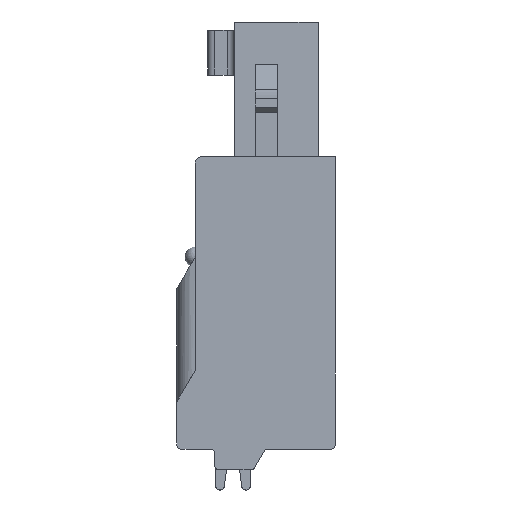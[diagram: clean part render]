
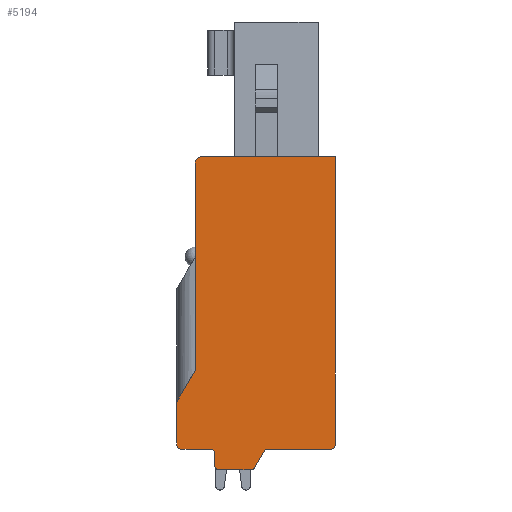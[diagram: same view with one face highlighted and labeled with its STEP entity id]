
A CAD part, front view. The second image highlights one B-rep face of the part: STEP entity #5194.
In plain terms, the highlighted planar face has unit normal (0, -1, 0).
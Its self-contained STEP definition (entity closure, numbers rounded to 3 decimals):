
#465=DIRECTION('',(0.,0.,-1.));
#466=VECTOR('',#465,10.141);
#467=CARTESIAN_POINT('',(-6.85,0.,-0.3));
#468=LINE('',#467,#466);
#527=DIRECTION('',(0.,0.,-1.));
#528=VECTOR('',#527,2.1);
#529=CARTESIAN_POINT('',(-7.75,0.,-12.));
#530=LINE('',#529,#528);
#547=DIRECTION('',(1.,0.,0.));
#548=VECTOR('',#547,1.45);
#549=CARTESIAN_POINT('',(-7.55,0.,-14.3));
#550=LINE('',#549,#548);
#555=DIRECTION('',(1.,0.,0.));
#556=VECTOR('',#555,3.107);
#557=CARTESIAN_POINT('',(-3.307,0.,-14.3));
#558=LINE('',#557,#556);
#641=DIRECTION('',(0.,0.,1.));
#642=VECTOR('',#641,14.1);
#643=CARTESIAN_POINT('',(0.,0.,-14.1));
#644=LINE('',#643,#642);
#1134=DIRECTION('',(1.,0.,0.));
#1135=VECTOR('',#1134,6.55);
#1136=CARTESIAN_POINT('',(-6.55,0.,0.));
#1137=LINE('',#1136,#1135);
#1138=CARTESIAN_POINT('',(-0.2,0.,-14.1));
#1139=DIRECTION('',(0.,1.,0.));
#1140=DIRECTION('',(1.,0.,0.));
#1141=AXIS2_PLACEMENT_3D('',#1138,#1139,#1140);
#1143=CARTESIAN_POINT('',(-3.307,0.,-14.5));
#1144=DIRECTION('',(0.,-1.,0.));
#1145=DIRECTION('',(0.,0.,1.));
#1146=AXIS2_PLACEMENT_3D('',#1143,#1144,#1145);
#1148=DIRECTION('',(-0.5,0.,-0.866));
#1149=VECTOR('',#1148,0.924);
#1150=CARTESIAN_POINT('',(-3.48,0.,-14.4));
#1151=LINE('',#1150,#1149);
#1152=CARTESIAN_POINT('',(-4.115,0.,-15.1));
#1153=DIRECTION('',(0.,1.,0.));
#1154=DIRECTION('',(0.866,0.,-0.5));
#1155=AXIS2_PLACEMENT_3D('',#1152,#1153,#1154);
#1157=CARTESIAN_POINT('',(-5.7,0.,-15.1));
#1158=DIRECTION('',(0.,1.,0.));
#1159=DIRECTION('',(0.,0.,-1.));
#1160=AXIS2_PLACEMENT_3D('',#1157,#1158,#1159);
#1162=CARTESIAN_POINT('',(-6.1,0.,-14.5));
#1163=DIRECTION('',(0.,-1.,0.));
#1164=DIRECTION('',(1.,0.,0.));
#1165=AXIS2_PLACEMENT_3D('',#1162,#1163,#1164);
#1167=CARTESIAN_POINT('',(-7.55,0.,-14.1));
#1168=DIRECTION('',(0.,1.,0.));
#1169=DIRECTION('',(0.,0.,-1.));
#1170=AXIS2_PLACEMENT_3D('',#1167,#1168,#1169);
#1172=DIRECTION('',(0.5,0.,0.866));
#1173=VECTOR('',#1172,1.8);
#1174=CARTESIAN_POINT('',(-7.75,0.,-12.));
#1175=LINE('',#1174,#1173);
#1176=CARTESIAN_POINT('',(-6.55,0.,-0.3));
#1177=DIRECTION('',(0.,1.,0.));
#1178=DIRECTION('',(-1.,0.,0.));
#1179=AXIS2_PLACEMENT_3D('',#1176,#1177,#1178);
#1229=DIRECTION('',(0.,0.,-1.));
#1230=VECTOR('',#1229,0.6);
#1231=CARTESIAN_POINT('',(-5.9,0.,-14.5));
#1232=LINE('',#1231,#1230);
#1241=DIRECTION('',(1.,0.,0.));
#1242=VECTOR('',#1241,1.585);
#1243=CARTESIAN_POINT('',(-5.7,0.,-15.3));
#1244=LINE('',#1243,#1242);
#3017=CARTESIAN_POINT('',(-6.55,0.,0.));
#3019=VERTEX_POINT('',#3017);
#3042=CARTESIAN_POINT('',(-6.85,0.,-0.3));
#3043=VERTEX_POINT('',#3042);
#3046=CARTESIAN_POINT('',(-6.85,0.,-10.441));
#3047=VERTEX_POINT('',#3046);
#3076=CARTESIAN_POINT('',(0.,0.,-14.1));
#3077=CARTESIAN_POINT('',(0.,0.,0.));
#3078=VERTEX_POINT('',#3076);
#3079=VERTEX_POINT('',#3077);
#3080=CARTESIAN_POINT('',(-0.2,0.,-14.3));
#3081=VERTEX_POINT('',#3080);
#3082=CARTESIAN_POINT('',(-3.307,0.,-14.3));
#3083=VERTEX_POINT('',#3082);
#3084=CARTESIAN_POINT('',(-3.48,0.,-14.4));
#3085=VERTEX_POINT('',#3084);
#3086=CARTESIAN_POINT('',(-3.942,0.,-15.2));
#3087=VERTEX_POINT('',#3086);
#3088=CARTESIAN_POINT('',(-4.115,0.,-15.3));
#3089=VERTEX_POINT('',#3088);
#3090=CARTESIAN_POINT('',(-5.7,0.,-15.3));
#3091=VERTEX_POINT('',#3090);
#3092=CARTESIAN_POINT('',(-5.9,0.,-15.1));
#3093=VERTEX_POINT('',#3092);
#3094=CARTESIAN_POINT('',(-5.9,0.,-14.5));
#3095=VERTEX_POINT('',#3094);
#3096=CARTESIAN_POINT('',(-6.1,0.,-14.3));
#3097=VERTEX_POINT('',#3096);
#3098=CARTESIAN_POINT('',(-7.55,0.,-14.3));
#3099=VERTEX_POINT('',#3098);
#3100=CARTESIAN_POINT('',(-7.75,0.,-14.1));
#3101=VERTEX_POINT('',#3100);
#3102=CARTESIAN_POINT('',(-7.75,0.,-12.));
#3103=VERTEX_POINT('',#3102);
#5161=CARTESIAN_POINT('',(0.,0.,0.));
#5162=DIRECTION('',(0.,1.,0.));
#5163=DIRECTION('',(1.,0.,0.));
#5164=AXIS2_PLACEMENT_3D('',#5161,#5162,#5163);
#5165=PLANE('',#5164);
#5166=ORIENTED_EDGE('',*,*,#4556,.T.);
#5167=ORIENTED_EDGE('',*,*,#4519,.F.);
#5168=ORIENTED_EDGE('',*,*,#4504,.T.);
#5169=ORIENTED_EDGE('',*,*,#4421,.F.);
#5171=ORIENTED_EDGE('',*,*,#5170,.T.);
#5173=ORIENTED_EDGE('',*,*,#5172,.T.);
#5175=ORIENTED_EDGE('',*,*,#5174,.T.);
#5177=ORIENTED_EDGE('',*,*,#5176,.F.);
#5179=ORIENTED_EDGE('',*,*,#5178,.T.);
#5181=ORIENTED_EDGE('',*,*,#5180,.F.);
#5183=ORIENTED_EDGE('',*,*,#5182,.T.);
#5184=ORIENTED_EDGE('',*,*,#4413,.F.);
#5185=ORIENTED_EDGE('',*,*,#4390,.T.);
#5186=ORIENTED_EDGE('',*,*,#4375,.F.);
#5188=ORIENTED_EDGE('',*,*,#5187,.T.);
#5189=ORIENTED_EDGE('',*,*,#4293,.F.);
#5191=ORIENTED_EDGE('',*,*,#5190,.T.);
#5192=EDGE_LOOP('',(#5166,#5167,#5168,#5169,#5171,#5173,#5175,#5177,#5179,#5181,
#5183,#5184,#5185,#5186,#5188,#5189,#5191));
#5193=FACE_OUTER_BOUND('',#5192,.F.);
#1142=CIRCLE('',#1141,0.2);
#1147=CIRCLE('',#1146,0.2);
#1156=CIRCLE('',#1155,0.2);
#1161=CIRCLE('',#1160,0.2);
#1166=CIRCLE('',#1165,0.2);
#1171=CIRCLE('',#1170,0.2);
#1180=CIRCLE('',#1179,0.3);
#4293=EDGE_CURVE('',#3043,#3047,#468,.T.);
#4375=EDGE_CURVE('',#3103,#3101,#530,.T.);
#4390=EDGE_CURVE('',#3099,#3101,#1171,.T.);
#4413=EDGE_CURVE('',#3099,#3097,#550,.T.);
#4421=EDGE_CURVE('',#3083,#3081,#558,.T.);
#4504=EDGE_CURVE('',#3078,#3081,#1142,.T.);
#4519=EDGE_CURVE('',#3078,#3079,#644,.T.);
#4556=EDGE_CURVE('',#3019,#3079,#1137,.T.);
#5170=EDGE_CURVE('',#3083,#3085,#1147,.T.);
#5172=EDGE_CURVE('',#3085,#3087,#1151,.T.);
#5174=EDGE_CURVE('',#3087,#3089,#1156,.T.);
#5176=EDGE_CURVE('',#3091,#3089,#1244,.T.);
#5178=EDGE_CURVE('',#3091,#3093,#1161,.T.);
#5180=EDGE_CURVE('',#3095,#3093,#1232,.T.);
#5182=EDGE_CURVE('',#3095,#3097,#1166,.T.);
#5187=EDGE_CURVE('',#3103,#3047,#1175,.T.);
#5190=EDGE_CURVE('',#3043,#3019,#1180,.T.);
#5194=ADVANCED_FACE('',(#5193),#5165,.F.);
